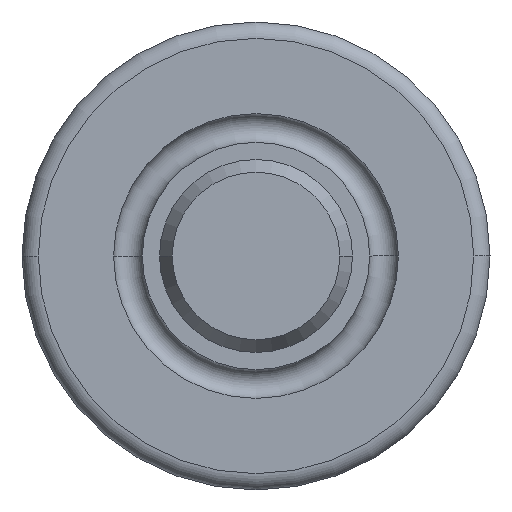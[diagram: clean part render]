
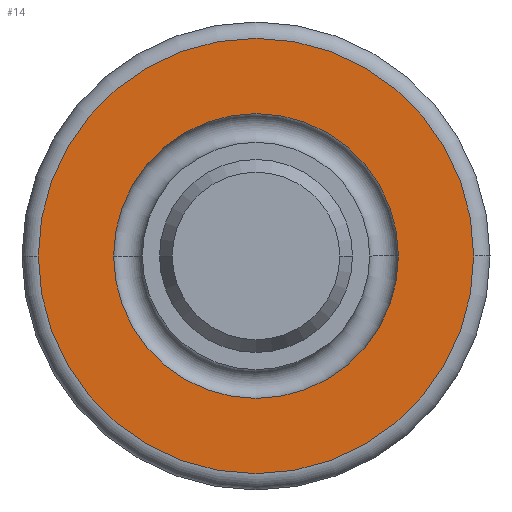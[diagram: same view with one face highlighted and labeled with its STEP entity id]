
A CAD part, left-side view. The second image highlights one B-rep face of the part: STEP entity #14.
In plain terms, the highlighted planar face has unit normal (-1, 0, 0).
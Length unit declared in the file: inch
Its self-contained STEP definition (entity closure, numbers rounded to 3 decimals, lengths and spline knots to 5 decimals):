
#14 = ADVANCED_FACE ( 'NONE', ( #96, #564 ), #639, .T. ) ;
#30 = AXIS2_PLACEMENT_3D ( 'NONE', #737, #578, #60 ) ;
#57 = VERTEX_POINT ( 'NONE', #247 ) ;
#60 = DIRECTION ( 'NONE',  ( 0., 1., 0. ) ) ;
#76 = CARTESIAN_POINT ( 'NONE',  ( 0., 0.15974, 0. ) ) ;
#96 = FACE_BOUND ( 'NONE', #349, .T. ) ;
#120 = DIRECTION ( 'NONE',  ( 0., -1., 0. ) ) ;
#138 = ORIENTED_EDGE ( 'NONE', *, *, #594, .F. ) ;
#186 = DIRECTION ( 'NONE',  ( -1., 0., 0. ) ) ;
#204 = AXIS2_PLACEMENT_3D ( 'NONE', #480, #186, #120 ) ;
#217 = ORIENTED_EDGE ( 'NONE', *, *, #967, .F. ) ;
#218 = EDGE_CURVE ( 'NONE', #57, #667, #557, .T. ) ;
#247 = CARTESIAN_POINT ( 'NONE',  ( 0., -0.15974, 0. ) ) ;
#307 = CARTESIAN_POINT ( 'NONE',  ( 0., 0., 0. ) ) ;
#324 = CIRCLE ( 'NONE', #30, 0.15974 ) ;
#337 = CIRCLE ( 'NONE', #748, 0.2442 ) ;
#349 = EDGE_LOOP ( 'NONE', ( #939, #835 ) ) ;
#401 = AXIS2_PLACEMENT_3D ( 'NONE', #747, #829, #526 ) ;
#431 = VERTEX_POINT ( 'NONE', #630 ) ;
#435 = EDGE_LOOP ( 'NONE', ( #138, #217 ) ) ;
#441 = DIRECTION ( 'NONE',  ( 1., 0., 0. ) ) ;
#477 = VERTEX_POINT ( 'NONE', #520 ) ;
#480 = CARTESIAN_POINT ( 'NONE',  ( 0., 0.15974, 0. ) ) ;
#481 = CARTESIAN_POINT ( 'NONE',  ( 0., 0., 0. ) ) ;
#520 = CARTESIAN_POINT ( 'NONE',  ( 0., -0.2442, 0. ) ) ;
#526 = DIRECTION ( 'NONE',  ( 0., 1., 0. ) ) ;
#557 = CIRCLE ( 'NONE', #815, 0.15974 ) ;
#564 = FACE_OUTER_BOUND ( 'NONE', #435, .T. ) ;
#572 = EDGE_CURVE ( 'NONE', #667, #57, #324, .T. ) ;
#578 = DIRECTION ( 'NONE',  ( 1., 0., 0. ) ) ;
#594 = EDGE_CURVE ( 'NONE', #431, #477, #663, .T. ) ;
#601 = DIRECTION ( 'NONE',  ( 0., 1., 0. ) ) ;
#630 = CARTESIAN_POINT ( 'NONE',  ( 0., 0.2442, 0. ) ) ;
#639 = PLANE ( 'NONE',  #204 ) ;
#663 = CIRCLE ( 'NONE', #401, 0.2442 ) ;
#667 = VERTEX_POINT ( 'NONE', #76 ) ;
#737 = CARTESIAN_POINT ( 'NONE',  ( 0., 0., 0. ) ) ;
#747 = CARTESIAN_POINT ( 'NONE',  ( 0., 0., 0. ) ) ;
#748 = AXIS2_PLACEMENT_3D ( 'NONE', #307, #441, #601 ) ;
#795 = DIRECTION ( 'NONE',  ( 0., 1., 0. ) ) ;
#815 = AXIS2_PLACEMENT_3D ( 'NONE', #481, #874, #795 ) ;
#829 = DIRECTION ( 'NONE',  ( 1., 0., 0. ) ) ;
#835 = ORIENTED_EDGE ( 'NONE', *, *, #218, .T. ) ;
#874 = DIRECTION ( 'NONE',  ( 1., 0., 0. ) ) ;
#939 = ORIENTED_EDGE ( 'NONE', *, *, #572, .T. ) ;
#967 = EDGE_CURVE ( 'NONE', #477, #431, #337, .T. ) ;
